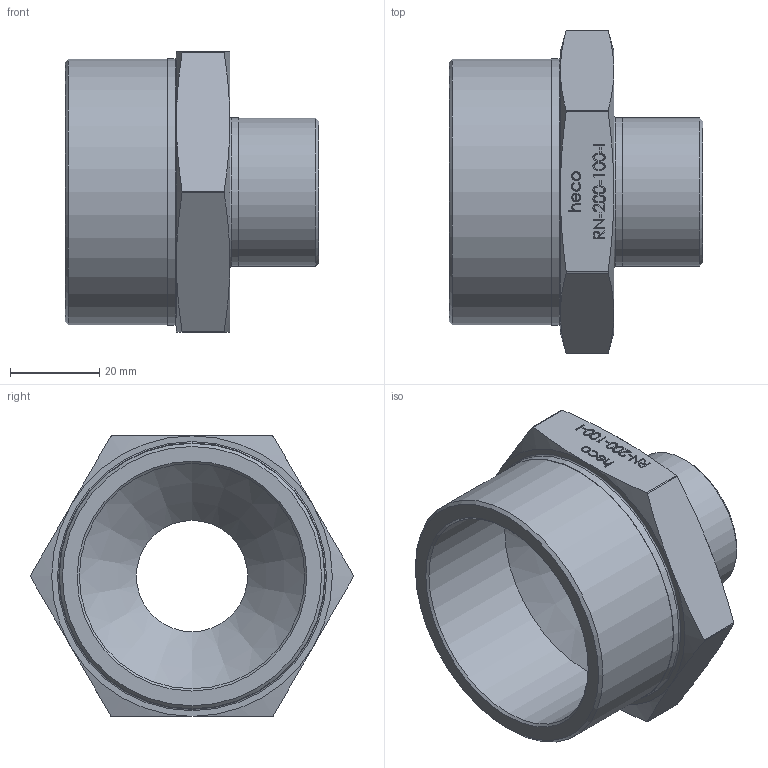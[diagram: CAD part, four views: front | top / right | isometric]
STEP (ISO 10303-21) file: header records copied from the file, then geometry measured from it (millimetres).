
FILE_DESCRIPTION (( 'STEP AP214' ), '1' );
FILE_NAME ('heco_RN-200-100-I.STEP', '2016-07-04T15:29:37', ( '' ), ( '' ), 'SwSTEP 2.0', 'SolidWorks 2011', '' );
FILE_SCHEMA (( 'AUTOMOTIVE_DESIGN' ));
Length unit declared in the file: millimetre
Products named in the file (1): heco_RN-200-100-I
Bounding box: 57 x 72.65 x 63.05 mm (x, y, z)
Volume: 54101 mm3; surface area: 20970.7 mm2
Topology: 1 solids, 1 shells, 210 faces, 525 edges, 344 vertices
Faces by surface type: plane 97, bspline 82, cone 17, cylinder 12, torus 2
Full cylindrical faces by diameter (mm): 25 x1, 33.249 x1, 33.449 x1, 50.6 x1, 59.614 x1, 59.814 x1
Entity records: 13117 total; most frequent: CARTESIAN_POINT 6989, ORIENTED_EDGE 1020, DIRECTION 598, EDGE_CURVE 510, VERTEX_POINT 342, LINE 280, VECTOR 280, EDGE_LOOP 252
